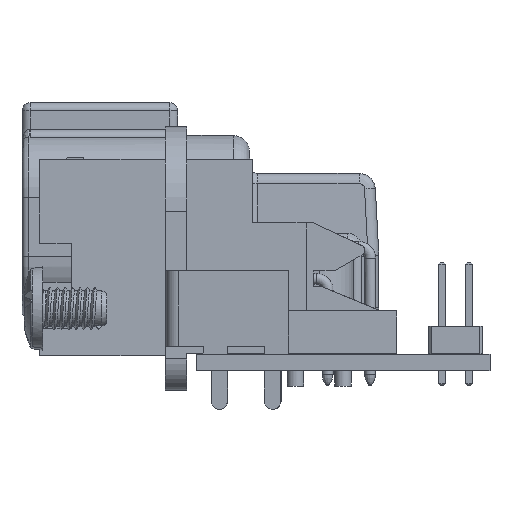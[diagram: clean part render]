
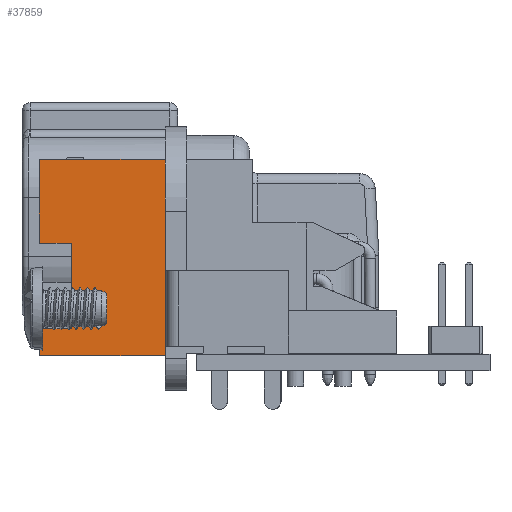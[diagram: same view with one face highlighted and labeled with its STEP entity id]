
A CAD part, front view. The second image highlights one B-rep face of the part: STEP entity #37859.
In plain terms, the highlighted face is planar.
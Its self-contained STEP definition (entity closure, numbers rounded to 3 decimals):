
#37859 = ADVANCED_FACE('',(#37860),#37926,.T.);
#37860 = FACE_BOUND('',#37861,.T.);
#37861 = EDGE_LOOP('',(#37862,#37872,#37880,#37888,#37896,#37904,#37912,
    #37920));
#37862 = ORIENTED_EDGE('',*,*,#37863,.T.);
#37863 = EDGE_CURVE('',#37864,#37866,#37868,.T.);
#37864 = VERTEX_POINT('',#37865);
#37865 = CARTESIAN_POINT('',(20.5,-6.7,-8.804));
#37866 = VERTEX_POINT('',#37867);
#37867 = CARTESIAN_POINT('',(20.5,-6.7,9.596));
#37868 = LINE('',#37869,#37870);
#37869 = CARTESIAN_POINT('',(20.5,-6.7,-5.904));
#37870 = VECTOR('',#37871,1.);
#37871 = DIRECTION('',(0.,0.,1.));
#37872 = ORIENTED_EDGE('',*,*,#37873,.T.);
#37873 = EDGE_CURVE('',#37866,#37874,#37876,.T.);
#37874 = VERTEX_POINT('',#37875);
#37875 = CARTESIAN_POINT('',(20.5,-18.5,9.596));
#37876 = LINE('',#37877,#37878);
#37877 = CARTESIAN_POINT('',(20.5,-0.5,9.596));
#37878 = VECTOR('',#37879,1.);
#37879 = DIRECTION('',(0.,-1.,0.));
#37880 = ORIENTED_EDGE('',*,*,#37881,.F.);
#37881 = EDGE_CURVE('',#37882,#37874,#37884,.T.);
#37882 = VERTEX_POINT('',#37883);
#37883 = CARTESIAN_POINT('',(20.5,-18.5,1.739));
#37884 = LINE('',#37885,#37886);
#37885 = CARTESIAN_POINT('',(20.5,-18.5,3.746));
#37886 = VECTOR('',#37887,1.);
#37887 = DIRECTION('',(0.,0.,1.));
#37888 = ORIENTED_EDGE('',*,*,#37889,.F.);
#37889 = EDGE_CURVE('',#37890,#37882,#37892,.T.);
#37890 = VERTEX_POINT('',#37891);
#37891 = CARTESIAN_POINT('',(20.5,-15.5,1.739));
#37892 = LINE('',#37893,#37894);
#37893 = CARTESIAN_POINT('',(20.5,-15.5,1.739));
#37894 = VECTOR('',#37895,1.);
#37895 = DIRECTION('',(0.,-1.,0.));
#37896 = ORIENTED_EDGE('',*,*,#37897,.F.);
#37897 = EDGE_CURVE('',#37898,#37890,#37900,.T.);
#37898 = VERTEX_POINT('',#37899);
#37899 = CARTESIAN_POINT('',(20.5,-15.5,-6.261));
#37900 = LINE('',#37901,#37902);
#37901 = CARTESIAN_POINT('',(20.5,-15.5,-6.261));
#37902 = VECTOR('',#37903,1.);
#37903 = DIRECTION('',(0.,0.,1.));
#37904 = ORIENTED_EDGE('',*,*,#37905,.T.);
#37905 = EDGE_CURVE('',#37898,#37906,#37908,.T.);
#37906 = VERTEX_POINT('',#37907);
#37907 = CARTESIAN_POINT('',(20.5,-18.5,-6.261));
#37908 = LINE('',#37909,#37910);
#37909 = CARTESIAN_POINT('',(20.5,-15.5,-6.261));
#37910 = VECTOR('',#37911,1.);
#37911 = DIRECTION('',(0.,-1.,0.));
#37912 = ORIENTED_EDGE('',*,*,#37913,.F.);
#37913 = EDGE_CURVE('',#37914,#37906,#37916,.T.);
#37914 = VERTEX_POINT('',#37915);
#37915 = CARTESIAN_POINT('',(20.5,-18.5,-8.804));
#37916 = LINE('',#37917,#37918);
#37917 = CARTESIAN_POINT('',(20.5,-18.5,3.746));
#37918 = VECTOR('',#37919,1.);
#37919 = DIRECTION('',(0.,0.,1.));
#37920 = ORIENTED_EDGE('',*,*,#37921,.F.);
#37921 = EDGE_CURVE('',#37864,#37914,#37922,.T.);
#37922 = LINE('',#37923,#37924);
#37923 = CARTESIAN_POINT('',(20.5,-0.5,-8.804));
#37924 = VECTOR('',#37925,1.);
#37925 = DIRECTION('',(0.,-1.,0.));
#37926 = PLANE('',#37927);
#37927 = AXIS2_PLACEMENT_3D('',#37928,#37929,#37930);
#37928 = CARTESIAN_POINT('',(20.5,-0.5,3.746));
#37929 = DIRECTION('',(1.,0.,0.));
#37930 = DIRECTION('',(0.,-1.,0.));
